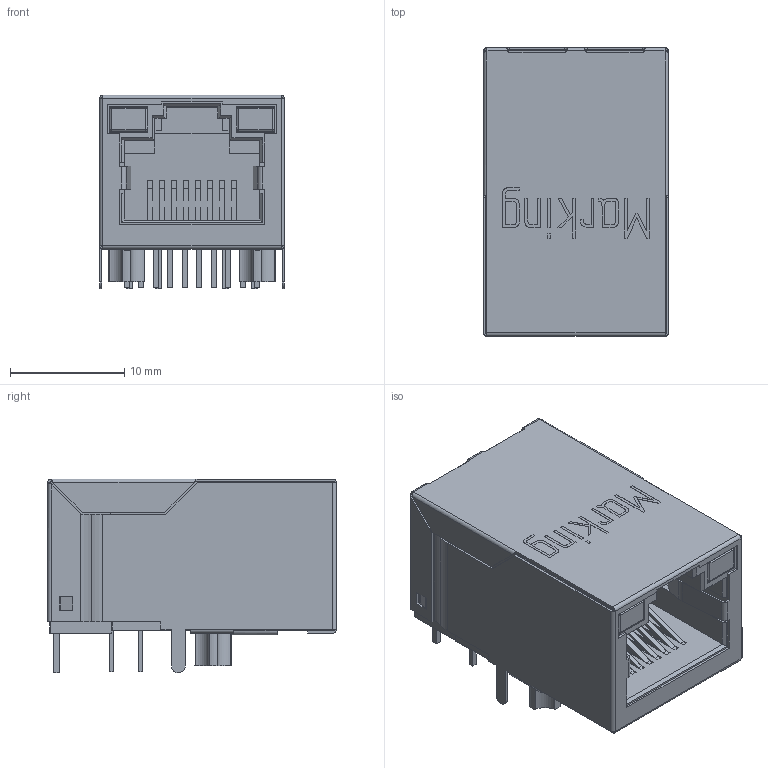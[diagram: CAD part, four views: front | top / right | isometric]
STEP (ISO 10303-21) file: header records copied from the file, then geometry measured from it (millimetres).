
FILE_DESCRIPTION(/* description */ ('Unknown'),/* implementation_level */ '2;1');
FILE_NAME(/* name */ 'T_Wurth_WE-RJ45LAN_7499210124A',/* time_stamp */ '2025-08-21T15:42:46+08:00',/* author */ ('Unknown'),/* organization */ ('Unknown'),/* preprocessor_version */ 'ST-DEVELOPER v19.4',/* originating_system */ 'Solid Edge',/* authorisation */ 'Unknown');
FILE_SCHEMA (('AUTOMOTIVE_DESIGN {1 0 10303 214 3 1 1}'));
Length unit declared in the file: millimetre
Products named in the file (2): T_Wurth_WE-RJ45LAN_7499210124A
Assembly tree (1 placements, depth 2):
  T_Wurth_WE-RJ45LAN_7499210124A
    T_Wurth_WE-RJ45LAN_7499210124A
Bounding box: 16.2 x 25.3 x 16.99 mm (x, y, z)
Volume: 2770.9 mm3; surface area: 5193.4 mm2
Topology: 1 solids, 1 shells, 928 faces, 2614 edges, 1686 vertices
Faces by surface type: plane 671, cylinder 211, bspline 28, sphere 10, torus 8
Entity records: 36736 total; most frequent: CARTESIAN_POINT 6266, ORIENTED_EDGE 5216, DIRECTION 4650, EDGE_CURVE 2608, LINE 2006, VECTOR 2006, VERTEX_POINT 1686, AXIS2_PLACEMENT_3D 1322
